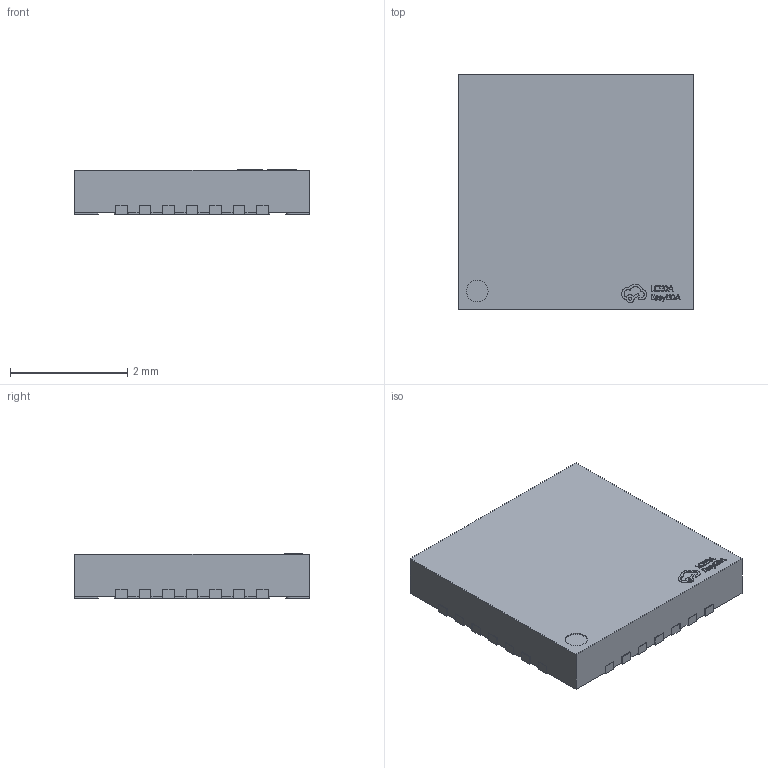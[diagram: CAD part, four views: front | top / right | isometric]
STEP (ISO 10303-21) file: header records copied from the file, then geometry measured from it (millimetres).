
FILE_DESCRIPTION (( 'STEP AP214' ), '1' );
FILE_NAME ('QFN-28_L4.0-W4.0-P0.40-BL-EP2.7.STEP', '2024-09-22T09:20:19', ( '' ), ( '' ), 'SwSTEP 2.0', 'SolidWorks 2020', '' );
FILE_SCHEMA (( 'AUTOMOTIVE_DESIGN' ));
Length unit declared in the file: millimetre
Products named in the file (1): QFN-28_L4.0-W4.0-P0.40-BL-EP2.7
Bounding box: 4.02 x 4.02 x 0.76 mm (x, y, z)
Volume: 11.8 mm3; surface area: 44.9 mm2
Topology: 1 solids, 1 shells, 465 faces, 1326 edges, 884 vertices
Faces by surface type: plane 307, bspline 98, cylinder 60
Entity records: 20701 total; most frequent: CARTESIAN_POINT 3982, ORIENTED_EDGE 2652, DIRECTION 1982, EDGE_CURVE 1326, LINE 1006, VECTOR 1006, VERTEX_POINT 884, AXIS2_PLACEMENT_3D 488
